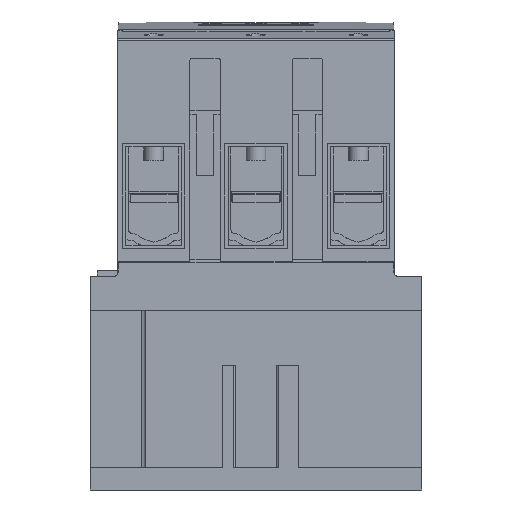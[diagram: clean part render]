
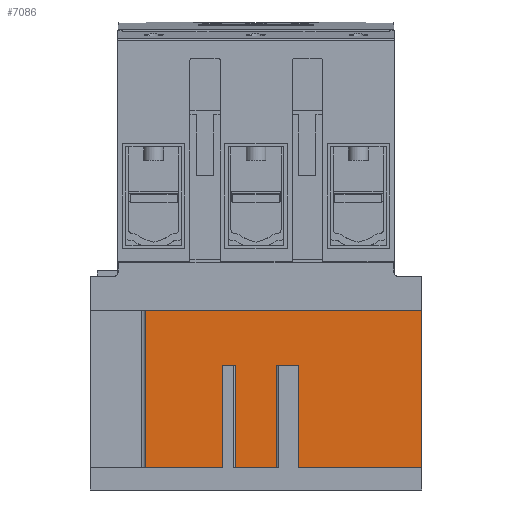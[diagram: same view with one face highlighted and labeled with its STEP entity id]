
A CAD part, front view. The second image highlights one B-rep face of the part: STEP entity #7086.
In plain terms, the highlighted planar face has unit normal (0, -1, 0).
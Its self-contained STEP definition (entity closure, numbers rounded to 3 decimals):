
#7086=ADVANCED_FACE('',(#14455),#14456,.T.);
#14455=FACE_OUTER_BOUND('',#21930,.T.);
#14456=PLANE('',#21931);
#21930=EDGE_LOOP('',(#45204,#45205,#45206,#45207,#45208,#45209,#45210,#45211,#45212,#45213,#45214,#45215));
#21931=AXIS2_PLACEMENT_3D('',#45216,#45217,#45218);
#45204=ORIENTED_EDGE('',*,*,#55183,.T.);
#45205=ORIENTED_EDGE('',*,*,#55181,.F.);
#45206=ORIENTED_EDGE('',*,*,#55120,.T.);
#45207=ORIENTED_EDGE('',*,*,#55059,.T.);
#45208=ORIENTED_EDGE('',*,*,#55189,.T.);
#45209=ORIENTED_EDGE('',*,*,#55198,.T.);
#45210=ORIENTED_EDGE('',*,*,#55210,.F.);
#45211=ORIENTED_EDGE('',*,*,#55302,.T.);
#45212=ORIENTED_EDGE('',*,*,#55258,.T.);
#45213=ORIENTED_EDGE('',*,*,#55289,.T.);
#45214=ORIENTED_EDGE('',*,*,#55203,.F.);
#45215=ORIENTED_EDGE('',*,*,#55201,.T.);
#45216=CARTESIAN_POINT('',(60.0,20.0,0.0));
#45217=DIRECTION('',(0.0,-1.0,0.0));
#45218=DIRECTION('',(0.0,0.0,1.0));
#55059=EDGE_CURVE('',#69017,#69014,#69018,.T.);
#55120=EDGE_CURVE('',#69109,#69017,#69110,.T.);
#55181=EDGE_CURVE('',#69109,#69199,#69201,.T.);
#55183=EDGE_CURVE('',#69203,#69199,#69204,.T.);
#55189=EDGE_CURVE('',#69014,#69211,#69213,.T.);
#55198=EDGE_CURVE('',#69211,#69224,#69226,.T.);
#55201=EDGE_CURVE('',#69228,#69203,#69230,.T.);
#55203=EDGE_CURVE('',#69228,#69232,#69233,.T.);
#55210=EDGE_CURVE('',#69241,#69224,#69243,.T.);
#55258=EDGE_CURVE('',#69305,#69303,#69306,.T.);
#55289=EDGE_CURVE('',#69303,#69232,#69346,.T.);
#55302=EDGE_CURVE('',#69241,#69305,#69361,.T.);
#69014=VERTEX_POINT('',#90919);
#69017=VERTEX_POINT('',#90922);
#69018=LINE('',#90923,#90924);
#69109=VERTEX_POINT('',#91045);
#69110=LINE('',#91046,#91047);
#69199=VERTEX_POINT('',#91165);
#69201=LINE('',#91167,#91168);
#69203=VERTEX_POINT('',#91170);
#69204=LINE('',#91171,#91172);
#69211=VERTEX_POINT('',#91182);
#69213=LINE('',#91185,#91186);
#69224=VERTEX_POINT('',#91202);
#69226=LINE('',#91205,#91206);
#69228=VERTEX_POINT('',#91208);
#69230=LINE('',#91211,#91212);
#69232=VERTEX_POINT('',#91214);
#69233=LINE('',#91215,#91216);
#69241=VERTEX_POINT('',#91226);
#69243=LINE('',#91229,#91230);
#69303=VERTEX_POINT('',#91314);
#69305=VERTEX_POINT('',#91317);
#69306=LINE('',#91318,#91319);
#69346=LINE('',#91374,#91375);
#69361=LINE('',#91396,#91397);
#90919=CARTESIAN_POINT('',(72.85,20.0,45.0));
#90922=CARTESIAN_POINT('',(72.85,20.0,8.0));
#90923=CARTESIAN_POINT('',(72.85,20.0,8.0));
#90924=VECTOR('',#102201,1.0);
#91045=CARTESIAN_POINT('',(50.15,20.0,8.0));
#91046=CARTESIAN_POINT('',(50.15,20.0,8.0));
#91047=VECTOR('',#102277,1.0);
#91165=CARTESIAN_POINT('',(50.15,20.0,45.0));
#91167=CARTESIAN_POINT('',(50.15,20.0,8.0));
#91168=VECTOR('',#102355,1.0);
#91170=CARTESIAN_POINT('',(47.75,20.0,45.0));
#91171=CARTESIAN_POINT('',(60.75,20.0,45.0));
#91172=VECTOR('',#102356,1.0);
#91182=CARTESIAN_POINT('',(75.25,20.0,45.0));
#91185=CARTESIAN_POINT('',(60.75,20.0,45.0));
#91186=VECTOR('',#102361,1.0);
#91202=CARTESIAN_POINT('',(75.25,20.0,8.0));
#91205=CARTESIAN_POINT('',(75.25,20.0,0.0));
#91206=VECTOR('',#102368,1.0);
#91208=CARTESIAN_POINT('',(47.75,20.0,8.0));
#91211=CARTESIAN_POINT('',(47.75,20.0,0.0));
#91212=VECTOR('',#102370,1.0);
#91214=CARTESIAN_POINT('',(20.1,20.0,8.0));
#91215=CARTESIAN_POINT('',(60.0,20.0,8.0));
#91216=VECTOR('',#102371,1.0);
#91226=CARTESIAN_POINT('',(120.0,20.0,8.0));
#91229=CARTESIAN_POINT('',(60.0,20.0,8.0));
#91230=VECTOR('',#102381,1.0);
#91314=CARTESIAN_POINT('',(20.1,20.0,64.8));
#91317=CARTESIAN_POINT('',(120.0,20.0,64.8));
#91318=CARTESIAN_POINT('',(30.0,20.0,64.8));
#91319=VECTOR('',#102419,1.0);
#91374=CARTESIAN_POINT('',(20.1,20.0,4.0));
#91375=VECTOR('',#102447,1.0);
#91396=CARTESIAN_POINT('',(120.0,20.0,0.0));
#91397=VECTOR('',#102454,1.0);
#102201=DIRECTION('',(0.0,0.0,1.0));
#102277=DIRECTION('',(1.0,0.0,0.0));
#102355=DIRECTION('',(0.0,0.0,1.0));
#102356=DIRECTION('',(1.0,0.0,0.0));
#102361=DIRECTION('',(1.0,0.0,0.0));
#102368=DIRECTION('',(0.0,0.0,-1.0));
#102370=DIRECTION('',(0.0,-0.0,1.0));
#102371=DIRECTION('',(-1.0,-0.0,0.0));
#102381=DIRECTION('',(-1.0,-0.0,0.0));
#102419=DIRECTION('',(-1.0,0.0,0.0));
#102447=DIRECTION('',(0.0,0.0,-1.0));
#102454=DIRECTION('',(0.0,0.0,1.0));
